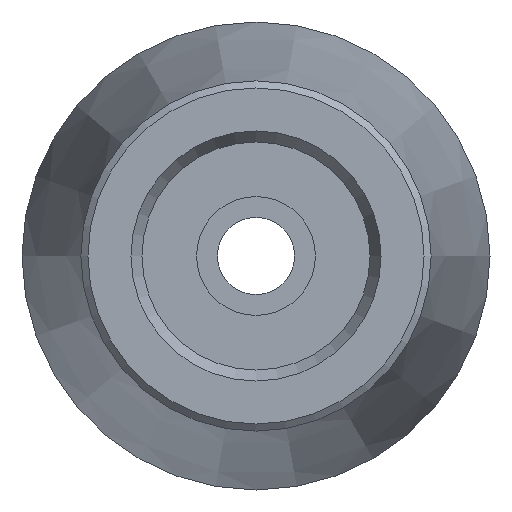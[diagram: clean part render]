
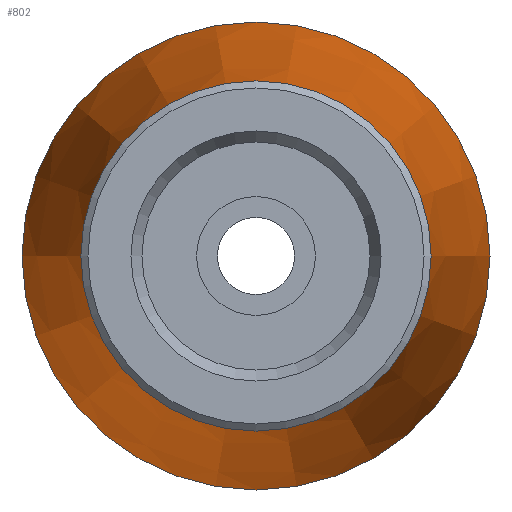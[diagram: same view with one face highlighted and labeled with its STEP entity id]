
A CAD part, left-side view. The second image highlights one B-rep face of the part: STEP entity #802.
In plain terms, the highlighted conical face has half-angle 8 degrees and reference radius 14.167 mm.
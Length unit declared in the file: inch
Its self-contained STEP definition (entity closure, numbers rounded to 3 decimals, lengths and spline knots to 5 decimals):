
#121=FACE_OUTER_BOUND('',#188,.T.);
#188=EDGE_LOOP('',(#666,#667,#668,#669));
#247=LINE('',#1403,#290);
#290=VECTOR('',#1145,0.55775);
#340=CIRCLE('',#920,0.638);
#341=CIRCLE('',#922,0.4775);
#409=VERTEX_POINT('',#1398);
#410=VERTEX_POINT('',#1402);
#498=EDGE_CURVE('',#409,#409,#340,.T.);
#500=EDGE_CURVE('',#409,#410,#247,.T.);
#501=EDGE_CURVE('',#410,#410,#341,.T.);
#666=ORIENTED_EDGE('',*,*,#498,.F.);
#667=ORIENTED_EDGE('',*,*,#500,.T.);
#668=ORIENTED_EDGE('',*,*,#501,.T.);
#669=ORIENTED_EDGE('',*,*,#500,.F.);
#761=CONICAL_SURFACE('',#921,0.55775,0.14);
#802=ADVANCED_FACE('',(#121),#761,.T.);
#920=AXIS2_PLACEMENT_3D('',#1399,#1140,#1141);
#921=AXIS2_PLACEMENT_3D('',#1401,#1143,#1144);
#922=AXIS2_PLACEMENT_3D('',#1404,#1146,#1147);
#1140=DIRECTION('center_axis',(1.,0.,0.));
#1141=DIRECTION('ref_axis',(0.,0.,-1.));
#1143=DIRECTION('center_axis',(1.,0.,0.));
#1144=DIRECTION('ref_axis',(0.,1.,0.));
#1145=DIRECTION('',(-0.99,0.139,0.));
#1146=DIRECTION('center_axis',(1.,0.,0.));
#1147=DIRECTION('ref_axis',(0.,0.,-1.));
#1398=CARTESIAN_POINT('',(1.15885,-0.638,0.));
#1399=CARTESIAN_POINT('Origin',(1.15885,0.,0.));
#1401=CARTESIAN_POINT('Origin',(0.58784,0.,0.));
#1402=CARTESIAN_POINT('',(0.01683,-0.4775,0.));
#1403=CARTESIAN_POINT('',(0.58784,-0.55775,0.));
#1404=CARTESIAN_POINT('Origin',(0.01683,0.,0.));
